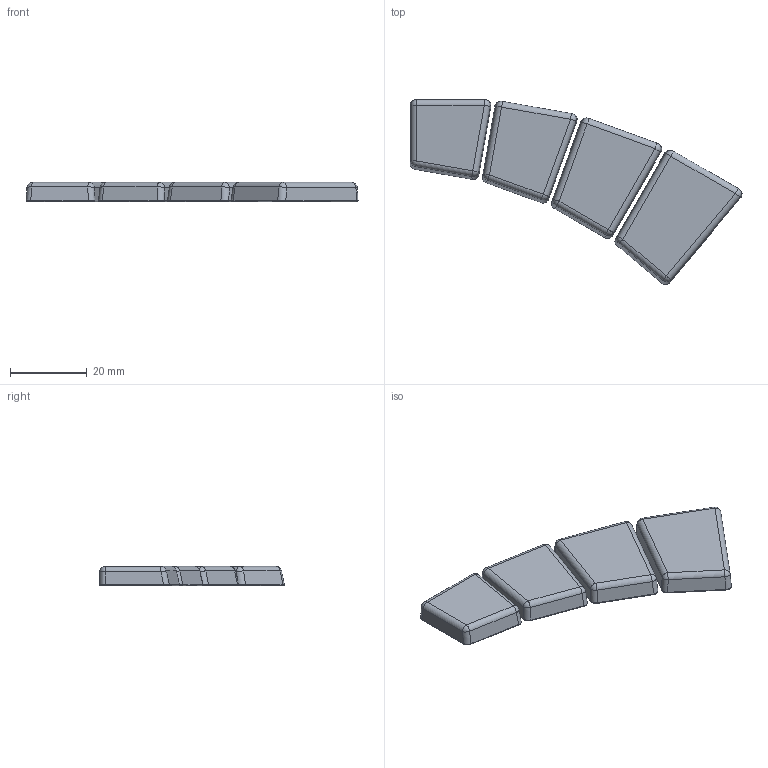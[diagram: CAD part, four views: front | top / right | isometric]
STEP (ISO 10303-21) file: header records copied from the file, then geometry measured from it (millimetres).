
FILE_DESCRIPTION(('Open CASCADE Model'),'2;1');
FILE_NAME('Open CASCADE Shape Model','2025-06-18T02:55:46',('Author'),( 'Open CASCADE'),'Open CASCADE STEP processor 7.8','build123d', 'Unknown');
FILE_SCHEMA(('AUTOMOTIVE_DESIGN { 1 0 10303 214 1 1 1 1 }'));
Products named in the file (1): COMPOUND
Bounding box: 86.63 x 48.2 x 5 mm (x, y, z)
Volume: 3880.2 mm3; surface area: 6602.1 mm2
Topology: 8 solids, 8 shells, 724 faces, 1696 edges, 960 vertices
Faces by surface type: cylinder 272, plane 212, torus 112, revolution 64, bspline 32, sphere 32
Entity records: 47832 total; most frequent: CARTESIAN_POINT 15205, DIRECTION 5970, ORIENTED_EDGE 3328, PCURVE 3328, DEFINITIONAL_REPRESENTATION 3328, LINE 3000, VECTOR 3000, EDGE_CURVE 1664
